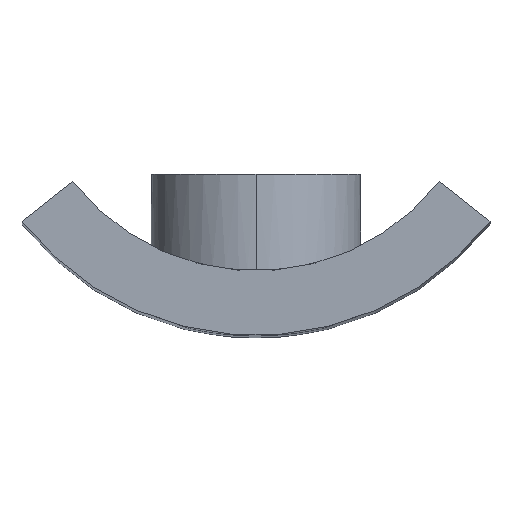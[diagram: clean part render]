
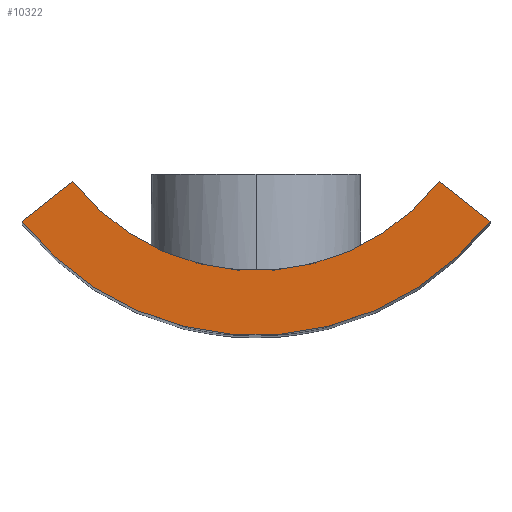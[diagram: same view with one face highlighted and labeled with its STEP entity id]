
A CAD part, top view. The second image highlights one B-rep face of the part: STEP entity #10322.
In plain terms, the highlighted planar face has unit normal (0, 0, 1).
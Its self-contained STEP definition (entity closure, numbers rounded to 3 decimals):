
#2070 = ORIENTED_EDGE ( 'NONE', *, *, #12768, .T. ) ;
#3362 = CARTESIAN_POINT ( 'NONE',  ( 0., 18.4, 50. ) ) ;
#3984 = EDGE_LOOP ( 'NONE', ( #21297, #2070, #14879, #17078 ) ) ;
#4253 = VERTEX_POINT ( 'NONE', #15352 ) ;
#4989 = VERTEX_POINT ( 'NONE', #17780 ) ;
#5860 = DIRECTION ( 'NONE',  ( -0.788, -0.616, 0. ) ) ;
#7136 = VERTEX_POINT ( 'NONE', #22354 ) ;
#7194 = LINE ( 'NONE', #18299, #20955 ) ;
#8343 = CARTESIAN_POINT ( 'NONE',  ( 11.348, 9.535, 50. ) ) ;
#10134 = CARTESIAN_POINT ( 'NONE',  ( 0., 18.4, 50. ) ) ;
#10322 = ADVANCED_FACE ( 'NONE', ( #22507 ), #19041, .T. ) ;
#10501 = DIRECTION ( 'NONE',  ( 1., 0., 0. ) ) ;
#11254 = AXIS2_PLACEMENT_3D ( 'NONE', #12359, #21381, #10501 ) ;
#12274 = AXIS2_PLACEMENT_3D ( 'NONE', #3362, #22972, #19582 ) ;
#12359 = CARTESIAN_POINT ( 'NONE',  ( 0., 18.4, 50. ) ) ;
#12363 = VERTEX_POINT ( 'NONE', #13557 ) ;
#12768 = EDGE_CURVE ( 'NONE', #12363, #4253, #14160, .T. ) ;
#13390 = EDGE_CURVE ( 'NONE', #7136, #12363, #21701, .T. ) ;
#13557 = CARTESIAN_POINT ( 'NONE',  ( 14.5, 7.073, 50. ) ) ;
#13584 = DIRECTION ( 'NONE',  ( 1., 0., 0. ) ) ;
#13770 = AXIS2_PLACEMENT_3D ( 'NONE', #10134, #15594, #13584 ) ;
#14160 = LINE ( 'NONE', #8343, #19190 ) ;
#14879 = ORIENTED_EDGE ( 'NONE', *, *, #15508, .T. ) ;
#15352 = CARTESIAN_POINT ( 'NONE',  ( 11.348, 9.535, 50. ) ) ;
#15508 = EDGE_CURVE ( 'NONE', #4253, #4989, #22221, .T. ) ;
#15594 = DIRECTION ( 'NONE',  ( 0., 0., 1. ) ) ;
#17078 = ORIENTED_EDGE ( 'NONE', *, *, #22304, .T. ) ;
#17780 = CARTESIAN_POINT ( 'NONE',  ( -11.348, 9.535, 50. ) ) ;
#18299 = CARTESIAN_POINT ( 'NONE',  ( -14.5, 7.073, 50. ) ) ;
#19041 = PLANE ( 'NONE',  #13770 ) ;
#19190 = VECTOR ( 'NONE', #20726, 1000. ) ;
#19582 = DIRECTION ( 'NONE',  ( 1., 0., 0. ) ) ;
#20726 = DIRECTION ( 'NONE',  ( -0.788, 0.616, 0. ) ) ;
#20955 = VECTOR ( 'NONE', #5860, 1000. ) ;
#21297 = ORIENTED_EDGE ( 'NONE', *, *, #13390, .T. ) ;
#21381 = DIRECTION ( 'NONE',  ( 0., 0., -1. ) ) ;
#21701 = CIRCLE ( 'NONE', #12274, 18.4 ) ;
#22221 = CIRCLE ( 'NONE', #11254, 14.4 ) ;
#22304 = EDGE_CURVE ( 'NONE', #4989, #7136, #7194, .T. ) ;
#22354 = CARTESIAN_POINT ( 'NONE',  ( -14.5, 7.073, 50. ) ) ;
#22507 = FACE_OUTER_BOUND ( 'NONE', #3984, .T. ) ;
#22972 = DIRECTION ( 'NONE',  ( 0., 0., 1. ) ) ;
